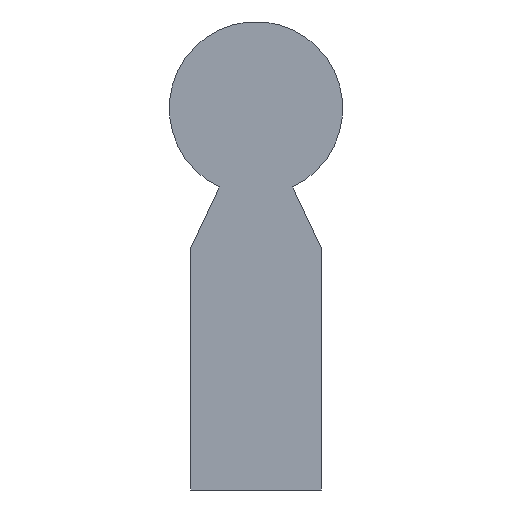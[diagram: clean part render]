
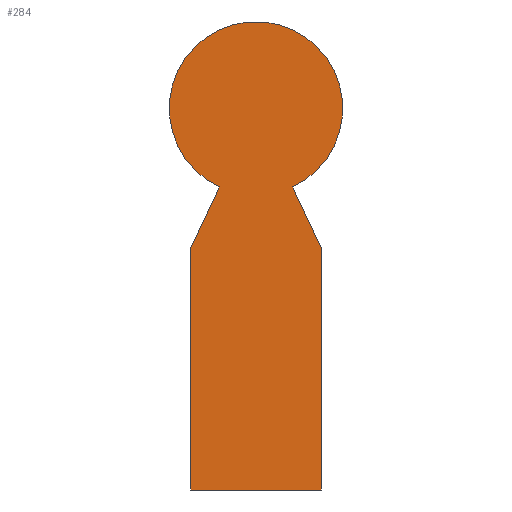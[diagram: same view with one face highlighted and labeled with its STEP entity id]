
A CAD part, front view. The second image highlights one B-rep face of the part: STEP entity #284.
In plain terms, the highlighted planar face has unit normal (0, -1, 0).
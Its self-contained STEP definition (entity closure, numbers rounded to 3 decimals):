
#284 = ADVANCED_FACE( '', ( #666 ), #667, .T. );
#666 = FACE_OUTER_BOUND( '', #1117, .T. );
#667 = PLANE( '', #1118 );
#1117 = EDGE_LOOP( '', ( #1816, #1817, #1818, #1819, #1820, #1821 ) );
#1118 = AXIS2_PLACEMENT_3D( '', #1822, #1823, #1824 );
#1816 = ORIENTED_EDGE( '', *, *, #2402, .T. );
#1817 = ORIENTED_EDGE( '', *, *, #2276, .T. );
#1818 = ORIENTED_EDGE( '', *, *, #2219, .T. );
#1819 = ORIENTED_EDGE( '', *, *, #2226, .T. );
#1820 = ORIENTED_EDGE( '', *, *, #2403, .T. );
#1821 = ORIENTED_EDGE( '', *, *, #2334, .T. );
#1822 = CARTESIAN_POINT( '', ( 0., 0., 88. ) );
#1823 = DIRECTION( '', ( 0., -1., 0. ) );
#1824 = DIRECTION( '', ( 0., 0., -1. ) );
#2219 = EDGE_CURVE( '', #2587, #2588, #2589, .T. );
#2226 = EDGE_CURVE( '', #2588, #2599, #2600, .T. );
#2276 = EDGE_CURVE( '', #2680, #2587, #2681, .T. );
#2334 = EDGE_CURVE( '', #2771, #2772, #2773, .T. );
#2402 = EDGE_CURVE( '', #2772, #2680, #2868, .T. );
#2403 = EDGE_CURVE( '', #2599, #2771, #2869, .T. );
#2587 = VERTEX_POINT( '', #3093 );
#2588 = VERTEX_POINT( '', #3094 );
#2589 = LINE( '', #3095, #3096 );
#2599 = VERTEX_POINT( '', #3109 );
#2600 = LINE( '', #3110, #3111 );
#2680 = VERTEX_POINT( '', #3213 );
#2681 = LINE( '', #3214, #3215 );
#2771 = VERTEX_POINT( '', #3329 );
#2772 = VERTEX_POINT( '', #3330 );
#2773 = LINE( '', #3331, #3332 );
#2868 = LINE( '', #3453, #3454 );
#2869 = CIRCLE( '', #3455, 20. );
#3093 = CARTESIAN_POINT( '', ( 15., 0., 0. ) );
#3094 = CARTESIAN_POINT( '', ( 15., 0., 55.832 ) );
#3095 = CARTESIAN_POINT( '', ( 15., 0., 0. ) );
#3096 = VECTOR( '', #3666, 1000. );
#3109 = CARTESIAN_POINT( '', ( 8.452, 0., 69.874 ) );
#3110 = CARTESIAN_POINT( '', ( 8.525, 0., 69.717 ) );
#3111 = VECTOR( '', #3673, 1000. );
#3213 = CARTESIAN_POINT( '', ( -15., 0., 0. ) );
#3214 = CARTESIAN_POINT( '', ( -15., 0., 0. ) );
#3215 = VECTOR( '', #3735, 1000. );
#3329 = CARTESIAN_POINT( '', ( -8.452, 0., 69.874 ) );
#3330 = CARTESIAN_POINT( '', ( -15., 0., 55.832 ) );
#3331 = CARTESIAN_POINT( '', ( -8.525, 0., 69.717 ) );
#3332 = VECTOR( '', #3805, 1000. );
#3453 = CARTESIAN_POINT( '', ( -15., 0., 55.832 ) );
#3454 = VECTOR( '', #3877, 1000. );
#3455 = AXIS2_PLACEMENT_3D( '', #3878, #3879, #3880 );
#3666 = DIRECTION( '', ( 0., 0., 1. ) );
#3673 = DIRECTION( '', ( -0.423, 0., 0.906 ) );
#3735 = DIRECTION( '', ( 1., 0., 0. ) );
#3805 = DIRECTION( '', ( -0.423, 0., -0.906 ) );
#3877 = DIRECTION( '', ( 0., 0., -1. ) );
#3878 = CARTESIAN_POINT( '', ( 0., 0., 88. ) );
#3879 = DIRECTION( '', ( 0., -1., 0. ) );
#3880 = DIRECTION( '', ( 0., 0., -1. ) );
